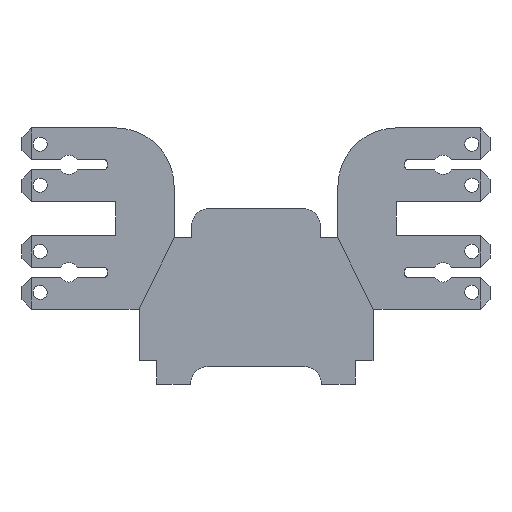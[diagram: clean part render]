
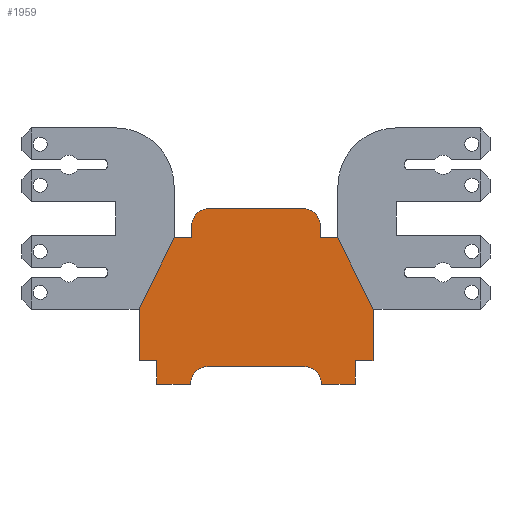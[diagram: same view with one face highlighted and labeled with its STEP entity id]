
A CAD part, left-side view. The second image highlights one B-rep face of the part: STEP entity #1959.
In plain terms, the highlighted planar face has unit normal (-1, 0, 0).
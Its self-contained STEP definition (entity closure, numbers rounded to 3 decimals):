
#1811=AXIS2_PLACEMENT_3D('Plane Axis2P3D',#1808,#1809,#1810) ;
#1850=AXIS2_PLACEMENT_3D('Circle Axis2P3D',#1848,#1849,$) ;
#1864=AXIS2_PLACEMENT_3D('Circle Axis2P3D',#1862,#1863,$) ;
#1920=AXIS2_PLACEMENT_3D('Circle Axis2P3D',#1918,#1919,$) ;
#1934=AXIS2_PLACEMENT_3D('Circle Axis2P3D',#1932,#1933,$) ;
#1736=CARTESIAN_POINT('Vertex',(0.,10.,6.4)) ;
#1739=CARTESIAN_POINT('Line Origine',(0.,10.,4.2)) ;
#1743=CARTESIAN_POINT('Vertex',(0.,10.,2.)) ;
#1782=CARTESIAN_POINT('Line Origine',(0.,10.75,2.)) ;
#1786=CARTESIAN_POINT('Vertex',(0.,11.5,2.)) ;
#1808=CARTESIAN_POINT('Axis2P3D Location',(0.,20.,0.)) ;
#1813=CARTESIAN_POINT('Line Origine',(0.,12.95,0.)) ;
#1817=CARTESIAN_POINT('Vertex',(0.,11.5,0.)) ;
#1819=CARTESIAN_POINT('Vertex',(0.,14.4,0.)) ;
#1822=CARTESIAN_POINT('Line Origine',(0.,11.5,1.)) ;
#1827=CARTESIAN_POINT('Line Origine',(0.,11.5,9.45)) ;
#1831=CARTESIAN_POINT('Vertex',(0.,13.,12.5)) ;
#1834=CARTESIAN_POINT('Line Origine',(0.,13.75,12.5)) ;
#1838=CARTESIAN_POINT('Vertex',(0.,14.5,12.5)) ;
#1841=CARTESIAN_POINT('Line Origine',(0.,14.5,13.)) ;
#1845=CARTESIAN_POINT('Vertex',(0.,14.5,13.5)) ;
#1848=CARTESIAN_POINT('Axis2P3D Location',(0.,16.,13.5)) ;
#1852=CARTESIAN_POINT('Vertex',(0.,16.,15.)) ;
#1855=CARTESIAN_POINT('Line Origine',(0.,20.,15.)) ;
#1859=CARTESIAN_POINT('Vertex',(0.,24.,15.)) ;
#1862=CARTESIAN_POINT('Axis2P3D Location',(0.,24.,13.5)) ;
#1866=CARTESIAN_POINT('Vertex',(0.,25.5,13.5)) ;
#1869=CARTESIAN_POINT('Line Origine',(0.,25.5,13.)) ;
#1873=CARTESIAN_POINT('Vertex',(0.,25.5,12.5)) ;
#1876=CARTESIAN_POINT('Line Origine',(0.,26.25,12.5)) ;
#1880=CARTESIAN_POINT('Vertex',(0.,27.,12.5)) ;
#1883=CARTESIAN_POINT('Line Origine',(0.,28.5,9.45)) ;
#1887=CARTESIAN_POINT('Vertex',(0.,30.,6.4)) ;
#1890=CARTESIAN_POINT('Line Origine',(0.,30.,4.2)) ;
#1894=CARTESIAN_POINT('Vertex',(0.,30.,2.)) ;
#1897=CARTESIAN_POINT('Line Origine',(0.,29.25,2.)) ;
#1901=CARTESIAN_POINT('Vertex',(0.,28.5,2.)) ;
#1904=CARTESIAN_POINT('Line Origine',(0.,28.5,1.)) ;
#1908=CARTESIAN_POINT('Vertex',(0.,28.5,0.)) ;
#1911=CARTESIAN_POINT('Line Origine',(0.,27.05,0.)) ;
#1915=CARTESIAN_POINT('Vertex',(0.,25.6,0.)) ;
#1918=CARTESIAN_POINT('Axis2P3D Location',(0.,24.1,0.)) ;
#1922=CARTESIAN_POINT('Vertex',(0.,24.1,1.5)) ;
#1925=CARTESIAN_POINT('Line Origine',(0.,20.,1.5)) ;
#1929=CARTESIAN_POINT('Vertex',(0.,15.9,1.5)) ;
#1932=CARTESIAN_POINT('Axis2P3D Location',(0.,15.9,0.)) ;
#1740=DIRECTION('Vector Direction',(0.,0.,1.)) ;
#1783=DIRECTION('Vector Direction',(0.,-1.,0.)) ;
#1809=DIRECTION('Axis2P3D Direction',(1.,-0.,0.)) ;
#1810=DIRECTION('Axis2P3D XDirection',(0.,1.,0.)) ;
#1814=DIRECTION('Vector Direction',(0.,-1.,0.)) ;
#1823=DIRECTION('Vector Direction',(0.,0.,1.)) ;
#1828=DIRECTION('Vector Direction',(0.,-0.441,-0.897)) ;
#1835=DIRECTION('Vector Direction',(0.,1.,0.)) ;
#1842=DIRECTION('Vector Direction',(0.,0.,1.)) ;
#1849=DIRECTION('Axis2P3D Direction',(1.,-0.,0.)) ;
#1856=DIRECTION('Vector Direction',(0.,-1.,0.)) ;
#1863=DIRECTION('Axis2P3D Direction',(1.,-0.,0.)) ;
#1870=DIRECTION('Vector Direction',(0.,0.,1.)) ;
#1877=DIRECTION('Vector Direction',(0.,-1.,0.)) ;
#1884=DIRECTION('Vector Direction',(0.,0.441,-0.897)) ;
#1891=DIRECTION('Vector Direction',(0.,0.,1.)) ;
#1898=DIRECTION('Vector Direction',(0.,1.,0.)) ;
#1905=DIRECTION('Vector Direction',(0.,0.,1.)) ;
#1912=DIRECTION('Vector Direction',(0.,1.,0.)) ;
#1919=DIRECTION('Axis2P3D Direction',(1.,-0.,0.)) ;
#1926=DIRECTION('Vector Direction',(0.,1.,0.)) ;
#1933=DIRECTION('Axis2P3D Direction',(1.,-0.,0.)) ;
#1741=VECTOR('Line Direction',#1740,1.) ;
#1784=VECTOR('Line Direction',#1783,1.) ;
#1815=VECTOR('Line Direction',#1814,1.) ;
#1824=VECTOR('Line Direction',#1823,1.) ;
#1829=VECTOR('Line Direction',#1828,1.) ;
#1836=VECTOR('Line Direction',#1835,1.) ;
#1843=VECTOR('Line Direction',#1842,1.) ;
#1857=VECTOR('Line Direction',#1856,1.) ;
#1871=VECTOR('Line Direction',#1870,1.) ;
#1878=VECTOR('Line Direction',#1877,1.) ;
#1885=VECTOR('Line Direction',#1884,1.) ;
#1892=VECTOR('Line Direction',#1891,1.) ;
#1899=VECTOR('Line Direction',#1898,1.) ;
#1906=VECTOR('Line Direction',#1905,1.) ;
#1913=VECTOR('Line Direction',#1912,1.) ;
#1927=VECTOR('Line Direction',#1926,1.) ;
#1938=ORIENTED_EDGE('',*,*,#1821,.F.) ;
#1939=ORIENTED_EDGE('',*,*,#1826,.F.) ;
#1940=ORIENTED_EDGE('',*,*,#1788,.F.) ;
#1941=ORIENTED_EDGE('',*,*,#1745,.F.) ;
#1942=ORIENTED_EDGE('',*,*,#1833,.F.) ;
#1943=ORIENTED_EDGE('',*,*,#1840,.F.) ;
#1944=ORIENTED_EDGE('',*,*,#1847,.F.) ;
#1945=ORIENTED_EDGE('',*,*,#1854,.F.) ;
#1946=ORIENTED_EDGE('',*,*,#1861,.F.) ;
#1947=ORIENTED_EDGE('',*,*,#1868,.F.) ;
#1948=ORIENTED_EDGE('',*,*,#1875,.F.) ;
#1949=ORIENTED_EDGE('',*,*,#1882,.F.) ;
#1950=ORIENTED_EDGE('',*,*,#1889,.F.) ;
#1951=ORIENTED_EDGE('',*,*,#1896,.F.) ;
#1952=ORIENTED_EDGE('',*,*,#1903,.F.) ;
#1953=ORIENTED_EDGE('',*,*,#1910,.F.) ;
#1954=ORIENTED_EDGE('',*,*,#1917,.F.) ;
#1955=ORIENTED_EDGE('',*,*,#1924,.T.) ;
#1956=ORIENTED_EDGE('',*,*,#1931,.F.) ;
#1957=ORIENTED_EDGE('',*,*,#1936,.T.) ;
#1959=ADVANCED_FACE('25660_STTR_MF_1-6_basic_is_02270.1',(#1958),#1812,.F.) ;
#1851=CIRCLE('generated circle',#1850,1.5) ;
#1865=CIRCLE('generated circle',#1864,1.5) ;
#1921=CIRCLE('generated circle',#1920,1.5) ;
#1935=CIRCLE('generated circle',#1934,1.5) ;
#1745=EDGE_CURVE('',#1737,#1744,#1742,.F.) ;
#1788=EDGE_CURVE('',#1744,#1787,#1785,.F.) ;
#1821=EDGE_CURVE('',#1818,#1820,#1816,.F.) ;
#1826=EDGE_CURVE('',#1787,#1818,#1825,.F.) ;
#1833=EDGE_CURVE('',#1832,#1737,#1830,.T.) ;
#1840=EDGE_CURVE('',#1839,#1832,#1837,.F.) ;
#1847=EDGE_CURVE('',#1846,#1839,#1844,.F.) ;
#1854=EDGE_CURVE('',#1853,#1846,#1851,.T.) ;
#1861=EDGE_CURVE('',#1860,#1853,#1858,.T.) ;
#1868=EDGE_CURVE('',#1867,#1860,#1865,.T.) ;
#1875=EDGE_CURVE('',#1874,#1867,#1872,.T.) ;
#1882=EDGE_CURVE('',#1881,#1874,#1879,.T.) ;
#1889=EDGE_CURVE('',#1888,#1881,#1886,.F.) ;
#1896=EDGE_CURVE('',#1895,#1888,#1893,.T.) ;
#1903=EDGE_CURVE('',#1902,#1895,#1900,.T.) ;
#1910=EDGE_CURVE('',#1909,#1902,#1907,.T.) ;
#1917=EDGE_CURVE('',#1916,#1909,#1914,.T.) ;
#1924=EDGE_CURVE('',#1916,#1923,#1921,.T.) ;
#1931=EDGE_CURVE('',#1930,#1923,#1928,.T.) ;
#1936=EDGE_CURVE('',#1930,#1820,#1935,.T.) ;
#1937=EDGE_LOOP('',(#1938,#1939,#1940,#1941,#1942,#1943,#1944,#1945,#1946,#1947,#1948,#1949,#1950,#1951,#1952,#1953,#1954,#1955,#1956,#1957)) ;
#1958=FACE_OUTER_BOUND('',#1937,.T.) ;
#1742=LINE('Line',#1739,#1741) ;
#1785=LINE('Line',#1782,#1784) ;
#1816=LINE('Line',#1813,#1815) ;
#1825=LINE('Line',#1822,#1824) ;
#1830=LINE('Line',#1827,#1829) ;
#1837=LINE('Line',#1834,#1836) ;
#1844=LINE('Line',#1841,#1843) ;
#1858=LINE('Line',#1855,#1857) ;
#1872=LINE('Line',#1869,#1871) ;
#1879=LINE('Line',#1876,#1878) ;
#1886=LINE('Line',#1883,#1885) ;
#1893=LINE('Line',#1890,#1892) ;
#1900=LINE('Line',#1897,#1899) ;
#1907=LINE('Line',#1904,#1906) ;
#1914=LINE('Line',#1911,#1913) ;
#1928=LINE('Line',#1925,#1927) ;
#1812=PLANE('',#1811) ;
#1737=VERTEX_POINT('',#1736) ;
#1744=VERTEX_POINT('',#1743) ;
#1787=VERTEX_POINT('',#1786) ;
#1818=VERTEX_POINT('',#1817) ;
#1820=VERTEX_POINT('',#1819) ;
#1832=VERTEX_POINT('',#1831) ;
#1839=VERTEX_POINT('',#1838) ;
#1846=VERTEX_POINT('',#1845) ;
#1853=VERTEX_POINT('',#1852) ;
#1860=VERTEX_POINT('',#1859) ;
#1867=VERTEX_POINT('',#1866) ;
#1874=VERTEX_POINT('',#1873) ;
#1881=VERTEX_POINT('',#1880) ;
#1888=VERTEX_POINT('',#1887) ;
#1895=VERTEX_POINT('',#1894) ;
#1902=VERTEX_POINT('',#1901) ;
#1909=VERTEX_POINT('',#1908) ;
#1916=VERTEX_POINT('',#1915) ;
#1923=VERTEX_POINT('',#1922) ;
#1930=VERTEX_POINT('',#1929) ;
